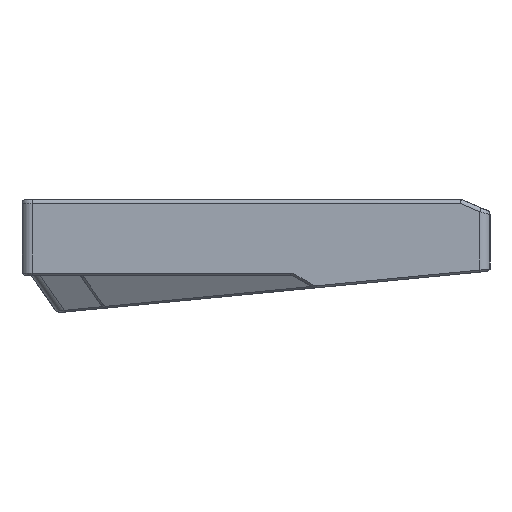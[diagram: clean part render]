
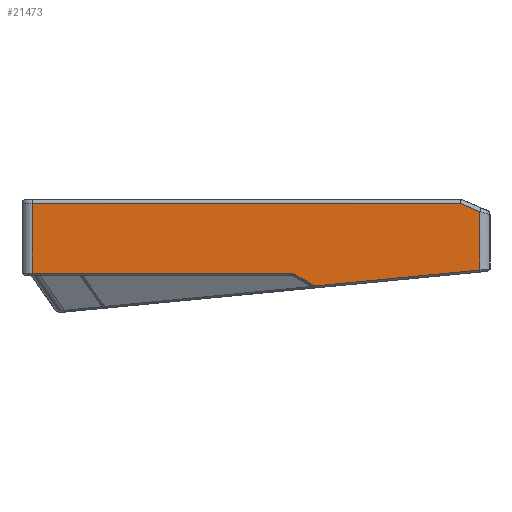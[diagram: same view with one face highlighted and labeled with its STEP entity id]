
A CAD part, left-side view. The second image highlights one B-rep face of the part: STEP entity #21473.
In plain terms, the highlighted planar face has unit normal (-1, 0, 0).
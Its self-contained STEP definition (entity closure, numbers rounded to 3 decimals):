
#288=B_SPLINE_CURVE_WITH_KNOTS('',3,(#30869,#30870,#30871,#30872),
 .UNSPECIFIED.,.F.,.F.,(4,4),(1.552,1.571),
 .UNSPECIFIED.);
#519=PLANE('',#22665);
#1202=FACE_OUTER_BOUND('',#2374,.T.);
#2374=EDGE_LOOP('',(#14442,#14443,#14444,#14445,#14446,#14447,#14448,#14449,
#14450,#14451));
#3765=CIRCLE('',#22666,2.1);
#3766=CIRCLE('',#22667,1.1);
#4669=LINE('',#30750,#6795);
#4676=LINE('',#30785,#6802);
#4681=LINE('',#30857,#6807);
#4682=LINE('',#30859,#6808);
#4683=LINE('',#30863,#6809);
#4684=LINE('',#30867,#6810);
#4685=LINE('',#30873,#6811);
#6795=VECTOR('',#24636,10.);
#6802=VECTOR('',#24675,10.);
#6807=VECTOR('',#24700,10.);
#6808=VECTOR('',#24701,10.);
#6809=VECTOR('',#24704,10.);
#6810=VECTOR('',#24707,10.);
#6811=VECTOR('',#24708,10.);
#8921=VERTEX_POINT('',#30748);
#8922=VERTEX_POINT('',#30749);
#8933=VERTEX_POINT('',#30778);
#8941=VERTEX_POINT('',#30856);
#8942=VERTEX_POINT('',#30858);
#8943=VERTEX_POINT('',#30860);
#8944=VERTEX_POINT('',#30862);
#8945=VERTEX_POINT('',#30864);
#8946=VERTEX_POINT('',#30866);
#8947=VERTEX_POINT('',#30868);
#11093=EDGE_CURVE('',#8921,#8922,#4669,.T.);
#11111=EDGE_CURVE('',#8933,#8921,#4676,.T.);
#11123=EDGE_CURVE('',#8941,#8933,#4681,.T.);
#11124=EDGE_CURVE('',#8942,#8941,#4682,.T.);
#11125=EDGE_CURVE('',#8943,#8942,#3765,.T.);
#11126=EDGE_CURVE('',#8944,#8943,#4683,.T.);
#11127=EDGE_CURVE('',#8945,#8944,#3766,.T.);
#11128=EDGE_CURVE('',#8946,#8945,#4684,.T.);
#11129=EDGE_CURVE('',#8947,#8946,#288,.T.);
#11130=EDGE_CURVE('',#8922,#8947,#4685,.T.);
#14442=ORIENTED_EDGE('',*,*,#11093,.F.);
#14443=ORIENTED_EDGE('',*,*,#11111,.F.);
#14444=ORIENTED_EDGE('',*,*,#11123,.F.);
#14445=ORIENTED_EDGE('',*,*,#11124,.F.);
#14446=ORIENTED_EDGE('',*,*,#11125,.F.);
#14447=ORIENTED_EDGE('',*,*,#11126,.F.);
#14448=ORIENTED_EDGE('',*,*,#11127,.F.);
#14449=ORIENTED_EDGE('',*,*,#11128,.F.);
#14450=ORIENTED_EDGE('',*,*,#11129,.F.);
#14451=ORIENTED_EDGE('',*,*,#11130,.F.);
#21473=ADVANCED_FACE('',(#1202),#519,.F.);
#22665=AXIS2_PLACEMENT_3D('',#30855,#24698,#24699);
#22666=AXIS2_PLACEMENT_3D('',#30861,#24702,#24703);
#22667=AXIS2_PLACEMENT_3D('',#30865,#24705,#24706);
#24636=DIRECTION('',(0.,-0.919,-0.394));
#24675=DIRECTION('',(0.,-1.,0.));
#24698=DIRECTION('center_axis',(1.,0.,0.));
#24699=DIRECTION('ref_axis',(0.,-1.,0.));
#24700=DIRECTION('',(0.,0.,1.));
#24701=DIRECTION('',(0.,1.,0.));
#24702=DIRECTION('center_axis',(-1.,0.,0.));
#24703=DIRECTION('ref_axis',(0.,-0.259,0.966));
#24704=DIRECTION('',(0.,0.866,0.5));
#24705=DIRECTION('center_axis',(1.,0.,0.));
#24706=DIRECTION('ref_axis',(0.,0.212,-0.977));
#24707=DIRECTION('',(0.,0.995,-0.096));
#24708=DIRECTION('',(0.,0.,-1.));
#30748=CARTESIAN_POINT('',(-4.275,-2.27,6.8));
#30749=CARTESIAN_POINT('',(-4.275,-6.975,4.783));
#30750=CARTESIAN_POINT('',(-4.275,41.452,25.538));
#30778=CARTESIAN_POINT('',(-4.275,102.225,6.8));
#30785=CARTESIAN_POINT('',(-4.275,76.175,6.8));
#30855=CARTESIAN_POINT('Origin',(-4.275,104.725,7.8));
#30856=CARTESIAN_POINT('',(-4.275,102.225,-10.2));
#30857=CARTESIAN_POINT('',(-4.275,102.225,7.8));
#30858=CARTESIAN_POINT('',(-4.275,39.222,-10.2));
#30859=CARTESIAN_POINT('',(-4.275,71.759,-10.2));
#30860=CARTESIAN_POINT('',(-4.275,38.172,-10.481));
#30861=CARTESIAN_POINT('Origin',(-4.275,39.222,-12.3));
#30862=CARTESIAN_POINT('',(-4.275,33.572,-13.137));
#30863=CARTESIAN_POINT('',(-4.275,64.565,4.757));
#30864=CARTESIAN_POINT('',(-4.275,32.916,-13.279));
#30865=CARTESIAN_POINT('Origin',(-4.275,33.022,-12.185));
#30866=CARTESIAN_POINT('',(-4.275,-6.927,-9.443));
#30867=CARTESIAN_POINT('',(-4.275,46.314,-14.57));
#30868=CARTESIAN_POINT('',(-4.275,-6.975,-9.438));
#30869=CARTESIAN_POINT('Ctrl Pts',(-4.275,-6.975,
-9.438));
#30870=CARTESIAN_POINT('Ctrl Pts',(-4.275,-6.959,
-9.44));
#30871=CARTESIAN_POINT('Ctrl Pts',(-4.275,-6.943,
-9.441));
#30872=CARTESIAN_POINT('Ctrl Pts',(-4.275,-6.927,
-9.443));
#30873=CARTESIAN_POINT('',(-4.275,-6.975,7.8));
